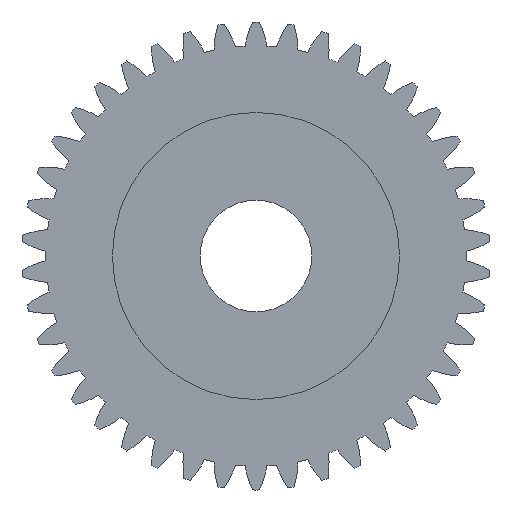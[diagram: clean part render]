
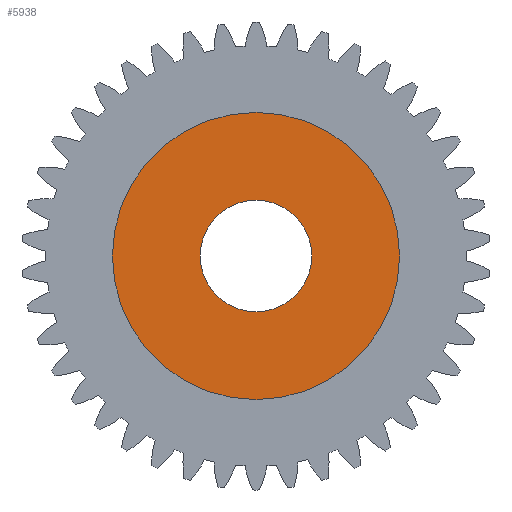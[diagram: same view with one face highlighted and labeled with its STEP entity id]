
A CAD part, left-side view. The second image highlights one B-rep face of the part: STEP entity #5938.
In plain terms, the highlighted planar face has unit normal (-1, 0, 0).
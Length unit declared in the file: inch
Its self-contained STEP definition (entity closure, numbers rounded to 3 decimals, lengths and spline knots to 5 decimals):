
#11 = CARTESIAN_POINT ( 'NONE',  ( -0.0625, 0., 0.5625 ) ) ;
#60 = AXIS2_PLACEMENT_3D ( 'NONE', #4352, #1388, #5319 ) ;
#96 = ORIENTED_EDGE ( 'NONE', *, *, #6178, .T. ) ;
#162 = CIRCLE ( 'NONE', #3710, 0.21875 ) ;
#441 = CIRCLE ( 'NONE', #4892, 0.5625 ) ;
#646 = EDGE_CURVE ( 'NONE', #5724, #5864, #4272, .T. ) ;
#715 = CARTESIAN_POINT ( 'NONE',  ( -0.0625, 0., 0. ) ) ;
#784 = DIRECTION ( 'NONE',  ( 0., 0., 1. ) ) ;
#849 = CARTESIAN_POINT ( 'NONE',  ( -0.0625, 0., 0. ) ) ;
#884 = PLANE ( 'NONE',  #2197 ) ;
#932 = AXIS2_PLACEMENT_3D ( 'NONE', #4560, #5003, #1714 ) ;
#948 = FACE_OUTER_BOUND ( 'NONE', #2648, .T. ) ;
#1230 = DIRECTION ( 'NONE',  ( -1., 0., 0. ) ) ;
#1261 = EDGE_CURVE ( 'NONE', #2538, #5953, #441, .T. ) ;
#1388 = DIRECTION ( 'NONE',  ( -1., 0., 0. ) ) ;
#1714 = DIRECTION ( 'NONE',  ( 0., 0., 1. ) ) ;
#1839 = DIRECTION ( 'NONE',  ( -1., 0., 0. ) ) ;
#2197 = AXIS2_PLACEMENT_3D ( 'NONE', #849, #1839, #4825 ) ;
#2382 = FACE_BOUND ( 'NONE', #5122, .T. ) ;
#2538 = VERTEX_POINT ( 'NONE', #5298 ) ;
#2648 = EDGE_LOOP ( 'NONE', ( #6040, #96 ) ) ;
#2660 = DIRECTION ( 'NONE',  ( -1., 0., 0. ) ) ;
#2808 = CIRCLE ( 'NONE', #60, 0.5625 ) ;
#3121 = ORIENTED_EDGE ( 'NONE', *, *, #5901, .F. ) ;
#3545 = ORIENTED_EDGE ( 'NONE', *, *, #646, .F. ) ;
#3640 = CARTESIAN_POINT ( 'NONE',  ( -0.0625, 0., 0. ) ) ;
#3710 = AXIS2_PLACEMENT_3D ( 'NONE', #3640, #1230, #5115 ) ;
#4272 = CIRCLE ( 'NONE', #932, 0.21875 ) ;
#4352 = CARTESIAN_POINT ( 'NONE',  ( -0.0625, 0., 0. ) ) ;
#4560 = CARTESIAN_POINT ( 'NONE',  ( -0.0625, 0., 0. ) ) ;
#4825 = DIRECTION ( 'NONE',  ( 0., 0., 1. ) ) ;
#4892 = AXIS2_PLACEMENT_3D ( 'NONE', #715, #2660, #784 ) ;
#5003 = DIRECTION ( 'NONE',  ( -1., 0., 0. ) ) ;
#5048 = CARTESIAN_POINT ( 'NONE',  ( -0.0625, 0., -0.21875 ) ) ;
#5115 = DIRECTION ( 'NONE',  ( 0., 0., 1. ) ) ;
#5122 = EDGE_LOOP ( 'NONE', ( #3545, #3121 ) ) ;
#5298 = CARTESIAN_POINT ( 'NONE',  ( -0.0625, 0., -0.5625 ) ) ;
#5319 = DIRECTION ( 'NONE',  ( 0., 0., 1. ) ) ;
#5479 = CARTESIAN_POINT ( 'NONE',  ( -0.0625, 0., 0.21875 ) ) ;
#5724 = VERTEX_POINT ( 'NONE', #5479 ) ;
#5864 = VERTEX_POINT ( 'NONE', #5048 ) ;
#5901 = EDGE_CURVE ( 'NONE', #5864, #5724, #162, .T. ) ;
#5938 = ADVANCED_FACE ( 'NONE', ( #948, #2382 ), #884, .T. ) ;
#5953 = VERTEX_POINT ( 'NONE', #11 ) ;
#6040 = ORIENTED_EDGE ( 'NONE', *, *, #1261, .T. ) ;
#6178 = EDGE_CURVE ( 'NONE', #5953, #2538, #2808, .T. ) ;
